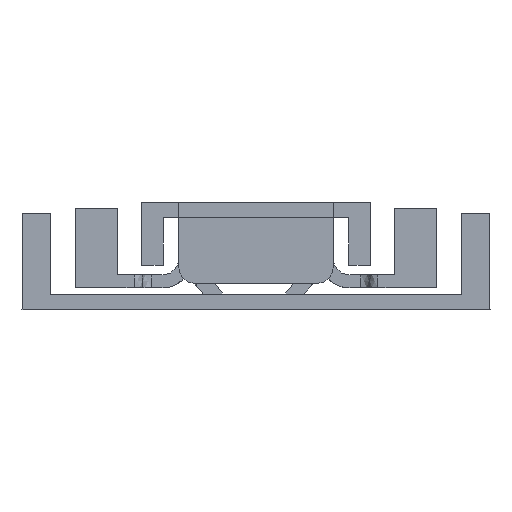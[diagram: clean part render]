
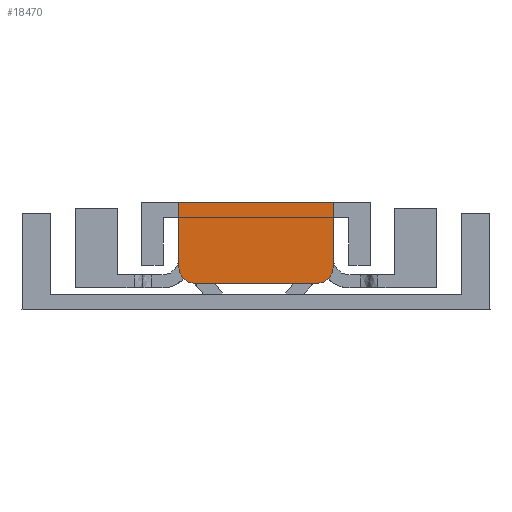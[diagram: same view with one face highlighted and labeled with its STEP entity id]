
A CAD part, front view. The second image highlights one B-rep face of the part: STEP entity #18470.
In plain terms, the highlighted free-form (B-spline) face has degree [1, 1] with [2, 3] control points.
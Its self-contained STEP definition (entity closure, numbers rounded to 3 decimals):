
#458 = ORIENTED_EDGE ( 'NONE', *, *, #10760, .F. ) ;
#1214 = CARTESIAN_POINT ( 'NONE',  ( -9., 0., 4.9 ) ) ;
#1675 = ORIENTED_EDGE ( 'NONE', *, *, #8512, .T. ) ;
#1845 = ORIENTED_EDGE ( 'NONE', *, *, #16597, .T. ) ;
#2231 = CARTESIAN_POINT ( 'NONE',  ( 8.677, 0., 3.857 ) ) ;
#2459 = CARTESIAN_POINT ( 'NONE',  ( -7.2, 0., 3.1 ) ) ;
#2461 = CARTESIAN_POINT ( 'NONE',  ( 7.483, 0., 3.116 ) ) ;
#2977 = CARTESIAN_POINT ( 'NONE',  ( -8.884, 0., 4.264 ) ) ;
#3091 = CARTESIAN_POINT ( 'NONE',  ( -7.876, 0., 3.232 ) ) ;
#3183 = CARTESIAN_POINT ( 'NONE',  ( 9., 0., 10.8 ) ) ;
#3207 = CARTESIAN_POINT ( 'NONE',  ( 9., 0., 10.8 ) ) ;
#3216 = B_SPLINE_CURVE_WITH_KNOTS ( 'NONE', 1,
 ( #18200, #5566 ),
 .UNSPECIFIED., .F., .F.,
 ( 2, 2 ),
 ( 0., 1. ),
 .UNSPECIFIED. ) ;
#3649 = B_SPLINE_CURVE_WITH_KNOTS ( 'NONE', 1,
 ( #18615, #22451 ),
 .UNSPECIFIED., .F., .F.,
 ( 2, 2 ),
 ( 0., 1. ),
 .UNSPECIFIED. ) ;
#3878 = CARTESIAN_POINT ( 'NONE',  ( 8.297, 0., 3.452 ) ) ;
#4020 = VERTEX_POINT ( 'NONE', #9711 ) ;
#4098 = CARTESIAN_POINT ( 'NONE',  ( 7.675, 0., 3.162 ) ) ;
#4209 = CARTESIAN_POINT ( 'NONE',  ( 8.561, 0., 3.715 ) ) ;
#4685 = CARTESIAN_POINT ( 'NONE',  ( -9., 0., 3.043 ) ) ;
#4693 = EDGE_CURVE ( 'NONE', #6064, #17415, #19304, .T. ) ;
#4730 = CARTESIAN_POINT ( 'NONE',  ( -7.2, 0., 3.1 ) ) ;
#4802 = CARTESIAN_POINT ( 'NONE',  ( -9., 0., 10.8 ) ) ;
#4970 = CARTESIAN_POINT ( 'NONE',  ( -8.894, 0., 4.291 ) ) ;
#5042 = ORIENTED_EDGE ( 'NONE', *, *, #20992, .F. ) ;
#5202 = CARTESIAN_POINT ( 'NONE',  ( -9., 0., 4.9 ) ) ;
#5388 = EDGE_CURVE ( 'NONE', #18364, #15524, #3216, .T. ) ;
#5524 = CARTESIAN_POINT ( 'NONE',  ( -7.891, 0., 3.238 ) ) ;
#5566 = CARTESIAN_POINT ( 'NONE',  ( -9., 0., 4.9 ) ) ;
#5635 = CARTESIAN_POINT ( 'NONE',  ( 8.094, 0., 3.318 ) ) ;
#5751 = CARTESIAN_POINT ( 'NONE',  ( 8.862, 0., 4.209 ) ) ;
#5864 = CARTESIAN_POINT ( 'NONE',  ( 8.831, 0., 4.138 ) ) ;
#6064 = VERTEX_POINT ( 'NONE', #2459 ) ;
#6483 = CARTESIAN_POINT ( 'NONE',  ( -7.962, 0., 3.269 ) ) ;
#6665 = CARTESIAN_POINT ( 'NONE',  ( 9., 0., 12.6 ) ) ;
#6934 = CARTESIAN_POINT ( 'NONE',  ( -8.938, 0., 4.425 ) ) ;
#7471 = CARTESIAN_POINT ( 'NONE',  ( 7.314, 0., 3.1 ) ) ;
#7586 = CARTESIAN_POINT ( 'NONE',  ( 7.2, 0., 3.1 ) ) ;
#7653 = B_SPLINE_CURVE_WITH_KNOTS ( 'NONE', 1,
 ( #17683, #11292 ),
 .UNSPECIFIED., .F., .F.,
 ( 2, 2 ),
 ( 0., 1. ),
 .UNSPECIFIED. ) ;
#8294 = CARTESIAN_POINT ( 'NONE',  ( 9., 0., 3.043 ) ) ;
#8336 = CARTESIAN_POINT ( 'NONE',  ( -8.243, 0., 3.423 ) ) ;
#8512 = EDGE_CURVE ( 'NONE', #11422, #18364, #9307, .T. ) ;
#8522 = FACE_OUTER_BOUND ( 'NONE', #19990, .T. ) ;
#8724 = ORIENTED_EDGE ( 'NONE', *, *, #4693, .T. ) ;
#9281 = B_SPLINE_CURVE_WITH_KNOTS ( 'NONE', 3,
 ( #7586, #7471, #2461, #4098, #16163, #21753, #14542, #14657, #5635, #3878, #4209, #2231, #16393, #5864, #9437, #5751, #10855, #21981, #12923, #9324 ),
 .UNSPECIFIED., .F., .F.,
 ( 4, 1, 1, 1, 2, 2, 2, 1, 1, 1, 2, 2, 4 ),
 ( 0., 0.125, 0.188, 0.219, 0.234, 0.25, 0.5, 0.625, 0.688, 0.719, 0.734, 0.75, 1. ),
 .UNSPECIFIED. ) ;
#9288 = CARTESIAN_POINT ( 'NONE',  ( -9., 0., 10.8 ) ) ;
#9307 = B_SPLINE_CURVE_WITH_KNOTS ( 'NONE', 1,
 ( #19862, #9288 ),
 .UNSPECIFIED., .F., .F.,
 ( 2, 2 ),
 ( 0., 1. ),
 .UNSPECIFIED. ) ;
#9324 = CARTESIAN_POINT ( 'NONE',  ( 9., 0., 4.9 ) ) ;
#9355 = CARTESIAN_POINT ( 'NONE',  ( -7.2, 0., 3.1 ) ) ;
#9437 = CARTESIAN_POINT ( 'NONE',  ( 8.85, 0., 4.18 ) ) ;
#9711 = CARTESIAN_POINT ( 'NONE',  ( 9., 0., 4.9 ) ) ;
#9893 = VERTEX_POINT ( 'NONE', #15167 ) ;
#10041 = B_SPLINE_CURVE_WITH_KNOTS ( 'NONE', 1,
 ( #16702, #3207 ),
 .UNSPECIFIED., .F., .F.,
 ( 2, 2 ),
 ( 0., 1. ),
 .UNSPECIFIED. ) ;
#10635 = ORIENTED_EDGE ( 'NONE', *, *, #5388, .T. ) ;
#10760 = EDGE_CURVE ( 'NONE', #9893, #11068, #10041, .T. ) ;
#10855 = CARTESIAN_POINT ( 'NONE',  ( 8.868, 0., 4.224 ) ) ;
#11068 = VERTEX_POINT ( 'NONE', #3183 ) ;
#11292 = CARTESIAN_POINT ( 'NONE',  ( 9., 0., 12.6 ) ) ;
#11422 = VERTEX_POINT ( 'NONE', #12888 ) ;
#11796 = B_SPLINE_CURVE_WITH_KNOTS ( 'NONE', 3,
 ( #1214, #20882, #22836, #6934, #13671, #4970, #2977, #14015, #15507, #22380, #12048, #8336, #21416, #6483, #13557, #5524, #3091, #19127, #20763, #4730 ),
 .UNSPECIFIED., .F., .F.,
 ( 4, 1, 1, 1, 2, 2, 2, 1, 1, 1, 2, 2, 4 ),
 ( 0., 0.125, 0.187, 0.219, 0.234, 0.25, 0.5, 0.625, 0.687, 0.719, 0.734, 0.75, 1. ),
 .UNSPECIFIED. ) ;
#12048 = CARTESIAN_POINT ( 'NONE',  ( -8.385, 0., 3.539 ) ) ;
#12888 = CARTESIAN_POINT ( 'NONE',  ( -9., 0., 12.6 ) ) ;
#12923 = CARTESIAN_POINT ( 'NONE',  ( 9., 0., 4.671 ) ) ;
#12958 = CARTESIAN_POINT ( 'NONE',  ( -2.4, 0., 3.1 ) ) ;
#13073 = CARTESIAN_POINT ( 'NONE',  ( 2.4, 0., 3.1 ) ) ;
#13557 = CARTESIAN_POINT ( 'NONE',  ( -7.92, 0., 3.25 ) ) ;
#13671 = CARTESIAN_POINT ( 'NONE',  ( -8.908, 0., 4.331 ) ) ;
#14015 = CARTESIAN_POINT ( 'NONE',  ( -8.879, 0., 4.252 ) ) ;
#14168 = ORIENTED_EDGE ( 'NONE', *, *, #16670, .T. ) ;
#14542 = CARTESIAN_POINT ( 'NONE',  ( 7.836, 0., 3.216 ) ) ;
#14657 = CARTESIAN_POINT ( 'NONE',  ( 7.848, 0., 3.221 ) ) ;
#14886 = ORIENTED_EDGE ( 'NONE', *, *, #18358, .T. ) ;
#15167 = CARTESIAN_POINT ( 'NONE',  ( 9., 0., 12.6 ) ) ;
#15507 = CARTESIAN_POINT ( 'NONE',  ( -8.782, 0., 4.006 ) ) ;
#15524 = VERTEX_POINT ( 'NONE', #5202 ) ;
#16163 = CARTESIAN_POINT ( 'NONE',  ( 7.769, 0., 3.192 ) ) ;
#16393 = CARTESIAN_POINT ( 'NONE',  ( 8.784, 0., 4.041 ) ) ;
#16597 = EDGE_CURVE ( 'NONE', #15524, #6064, #11796, .T. ) ;
#16670 = EDGE_CURVE ( 'NONE', #17415, #4020, #9281, .T. ) ;
#16702 = CARTESIAN_POINT ( 'NONE',  ( 9., 0., 12.6 ) ) ;
#17096 = CARTESIAN_POINT ( 'NONE',  ( 9.18, 0., 3.043 ) ) ;
#17415 = VERTEX_POINT ( 'NONE', #18777 ) ;
#17683 = CARTESIAN_POINT ( 'NONE',  ( -9., 0., 12.6 ) ) ;
#18200 = CARTESIAN_POINT ( 'NONE',  ( -9., 0., 10.8 ) ) ;
#18358 = EDGE_CURVE ( 'NONE', #4020, #11068, #3649, .T. ) ;
#18364 = VERTEX_POINT ( 'NONE', #4802 ) ;
#18470 = ADVANCED_FACE ( 'NONE', ( #8522 ), #19748, .T. ) ;
#18615 = CARTESIAN_POINT ( 'NONE',  ( 9., 0., 4.9 ) ) ;
#18777 = CARTESIAN_POINT ( 'NONE',  ( 7.2, 0., 3.1 ) ) ;
#18845 = CARTESIAN_POINT ( 'NONE',  ( 9.18, 0., 12.6 ) ) ;
#19127 = CARTESIAN_POINT ( 'NONE',  ( -7.65, 0., 3.142 ) ) ;
#19304 = B_SPLINE_CURVE_WITH_KNOTS ( 'NONE', 3,
 ( #9355, #12958, #13073, #20052 ),
 .UNSPECIFIED., .F., .F.,
 ( 4, 4 ),
 ( 0., 1. ),
 .UNSPECIFIED. ) ;
#19748 = B_SPLINE_SURFACE_WITH_KNOTS ( 'NONE', 1, 1, ( 
 ( #22566, #6665, #18845 ),
 ( #4685, #8294, #17096 ) ),
 .UNSPECIFIED., .F., .F., .F.,
 ( 2, 2 ),
 ( 2, 1, 2 ),
 ( 0., 1. ),
 ( 0., 1., 1.01 ),
 .UNSPECIFIED. ) ;
#19862 = CARTESIAN_POINT ( 'NONE',  ( -9., 0., 12.6 ) ) ;
#19990 = EDGE_LOOP ( 'NONE', ( #458, #5042, #1675, #10635, #1845, #8724, #14168, #14886 ) ) ;
#20052 = CARTESIAN_POINT ( 'NONE',  ( 7.2, 0., 3.1 ) ) ;
#20763 = CARTESIAN_POINT ( 'NONE',  ( -7.429, 0., 3.1 ) ) ;
#20882 = CARTESIAN_POINT ( 'NONE',  ( -9., 0., 4.786 ) ) ;
#20992 = EDGE_CURVE ( 'NONE', #11422, #9893, #7653, .T. ) ;
#21416 = CARTESIAN_POINT ( 'NONE',  ( -8.059, 0., 3.316 ) ) ;
#21753 = CARTESIAN_POINT ( 'NONE',  ( 7.809, 0., 3.206 ) ) ;
#21981 = CARTESIAN_POINT ( 'NONE',  ( 8.958, 0., 4.45 ) ) ;
#22380 = CARTESIAN_POINT ( 'NONE',  ( -8.648, 0., 3.803 ) ) ;
#22451 = CARTESIAN_POINT ( 'NONE',  ( 9., 0., 10.8 ) ) ;
#22566 = CARTESIAN_POINT ( 'NONE',  ( -9., 0., 12.6 ) ) ;
#22836 = CARTESIAN_POINT ( 'NONE',  ( -8.984, 0., 4.617 ) ) ;
